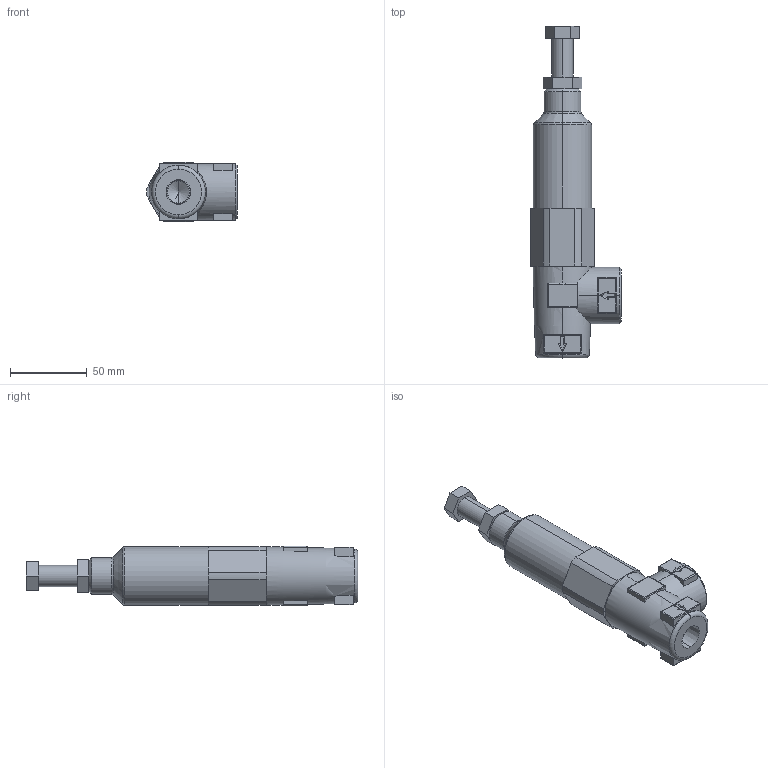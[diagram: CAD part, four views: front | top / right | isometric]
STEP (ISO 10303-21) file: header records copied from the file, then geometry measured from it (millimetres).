
FILE_DESCRIPTION (( 'STEP AP203' ), '1' );
FILE_NAME ('7196.STEP', '2011-07-13T17:07:46', ( 'Eric Peterson' ), ( 'DDC' ), 'SwSTEP 2.0', 'SolidWorks 2011', '' );
FILE_SCHEMA (( 'CONFIG_CONTROL_DESIGN' ));
Length unit declared in the file: inch
Products named in the file (1): 7196
Bounding box: 58.96 x 215.67 x 38.61 mm (x, y, z)
Volume: 209812.7 mm3; surface area: 30274.7 mm2
Topology: 1 solids, 1 shells, 208 faces, 496 edges, 298 vertices
Faces by surface type: plane 101, cylinder 78, cone 14, torus 9, bspline 6
Entity records: 6155 total; most frequent: CARTESIAN_POINT 1421, ORIENTED_EDGE 984, DIRECTION 958, EDGE_CURVE 492, AXIS2_PLACEMENT_3D 329, VECTOR 300, LINE 300, VERTEX_POINT 298
